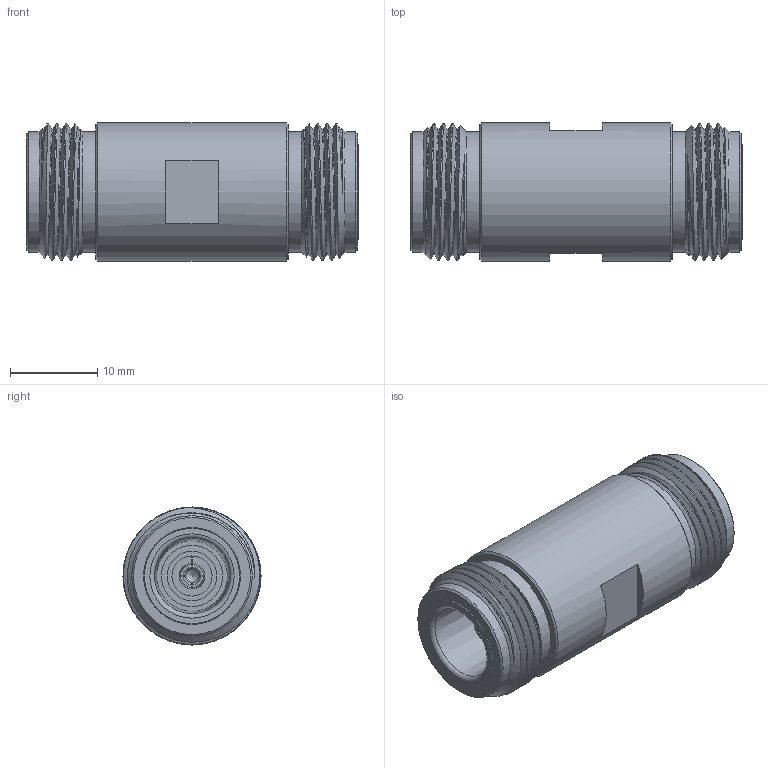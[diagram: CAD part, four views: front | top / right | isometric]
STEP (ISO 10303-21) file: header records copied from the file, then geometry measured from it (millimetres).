
FILE_DESCRIPTION(/* description */ ('Unknown'),/* implementation_level */ '2;1');
FILE_NAME(/* name */ '64404104111000',/* time_stamp */ '2022-11-10T10:51:27+01:00',/* author */ ('Unknown'),/* organization */ ('Unknown'),/* preprocessor_version */ 'ST-DEVELOPER v18.102',/* originating_system */ 'Solid Edge',/* authorisation */ 'Unknown');
FILE_SCHEMA (('AUTOMOTIVE_DESIGN {1 0 10303 214 3 1 1}'));
Length unit declared in the file: millimetre
Products named in the file (1): 64404104111000
Bounding box: 38 x 15.8 x 15.8 mm (x, y, z)
Volume: 5497.7 mm3; surface area: 3839.1 mm2
Topology: 1 solids, 1 shells, 132 faces, 315 edges, 203 vertices
Faces by surface type: plane 56, cone 40, cylinder 30, bspline 4, torus 2
Full cylindrical faces by diameter (mm): 1.55 x2, 1.6 x1, 1.97 x2, 2.45 x2, 2.95 x2, 4.56 x1, 4.6 x1, 5.5 x1, 5.66 x2, 7 x2, 11.3 x1, 13.8 x4, 15.8 x1
Entity records: 6733 total; most frequent: CARTESIAN_POINT 3059, DIRECTION 596, ORIENTED_EDGE 498, AXIS2_PLACEMENT_3D 268, EDGE_CURVE 249, FACE_BOUND 194, EDGE_LOOP 192, VERTEX_POINT 179
